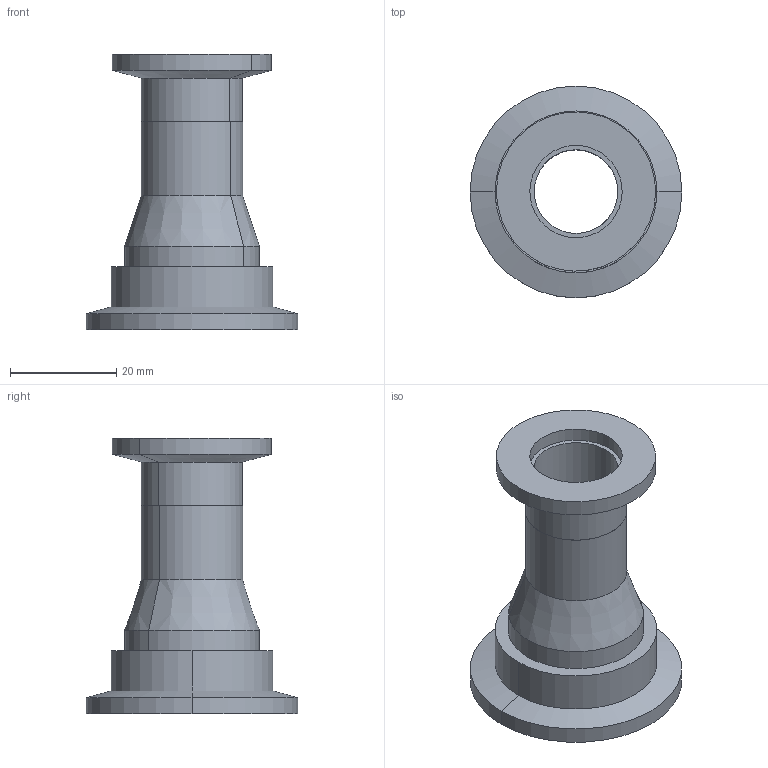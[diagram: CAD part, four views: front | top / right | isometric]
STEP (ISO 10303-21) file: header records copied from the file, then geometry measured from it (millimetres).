
FILE_DESCRIPTION (( 'STEP AP203' ), '1' );
FILE_NAME ('732006_C.STEP', '2024-03-14T09:11:32', ( '' ), ( '' ), 'SwSTEP 2.0', 'SolidWorks 2022', '' );
FILE_SCHEMA (( 'CONFIG_CONTROL_DESIGN' ));
Length unit declared in the file: millimetre
Products named in the file (4): 713002; 402500; 715101; 732006_C
Assembly tree (3 placements, depth 2):
  732006_C
    713002
    402500
    715101
Bounding box: 39.88 x 39.88 x 51.94 mm (x, y, z)
Volume: 10935.1 mm3; surface area: 11003.6 mm2
Topology: 3 solids, 3 shells, 43 faces, 86 edges, 52 vertices
Faces by surface type: cylinder 26, plane 9, cone 8
Entity records: 1550 total; most frequent: DIRECTION 236, CARTESIAN_POINT 187, ORIENTED_EDGE 172, AXIS2_PLACEMENT_3D 101, EDGE_CURVE 86, VERTEX_POINT 52, EDGE_LOOP 52, CIRCLE 52
